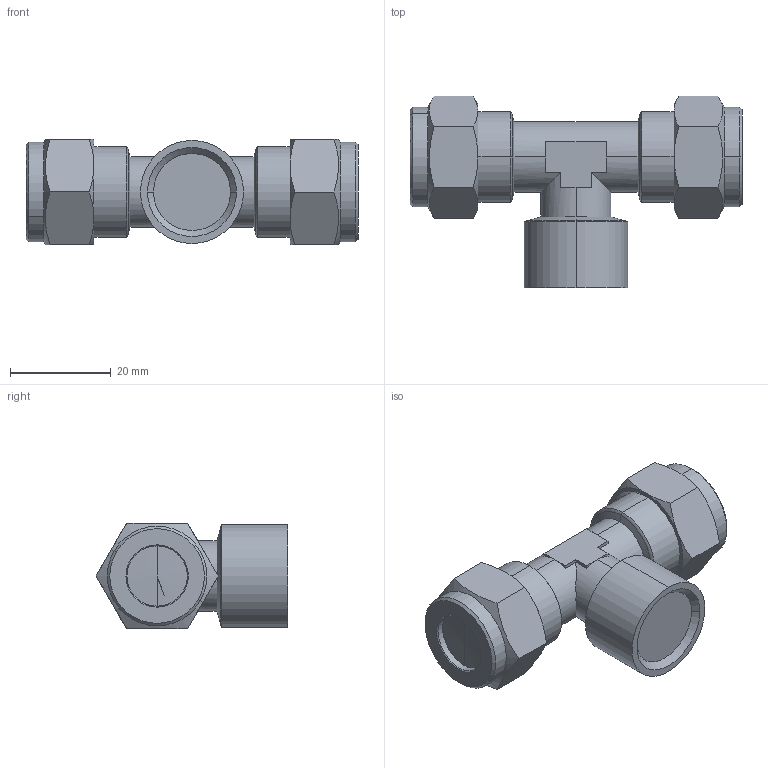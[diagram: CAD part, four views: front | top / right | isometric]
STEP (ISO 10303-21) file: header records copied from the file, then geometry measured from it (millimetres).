
FILE_DESCRIPTION (( 'STEP AP214' ), '1' );
FILE_NAME ('1024000011.step', '2013-02-25T17:13:03', ( '' ), ( '' ), 'SwSTEP 2.0', 'SolidWorks 2012', '' );
FILE_SCHEMA (( 'AUTOMOTIVE_DESIGN' ));
Length unit declared in the file: millimetre
Products named in the file (1): 1024000011
Bounding box: 66 x 38.12 x 21 mm (x, y, z)
Volume: 21946.5 mm3; surface area: 6656.8 mm2
Topology: 1 solids, 3 shells, 118 faces, 268 edges, 155 vertices
Faces by surface type: plane 47, cone 40, cylinder 25, torus 6
Entity records: 3468 total; most frequent: CARTESIAN_POINT 892, DIRECTION 544, ORIENTED_EDGE 516, EDGE_CURVE 258, AXIS2_PLACEMENT_3D 217, VERTEX_POINT 151, EDGE_LOOP 123, FACE_OUTER_BOUND 118
